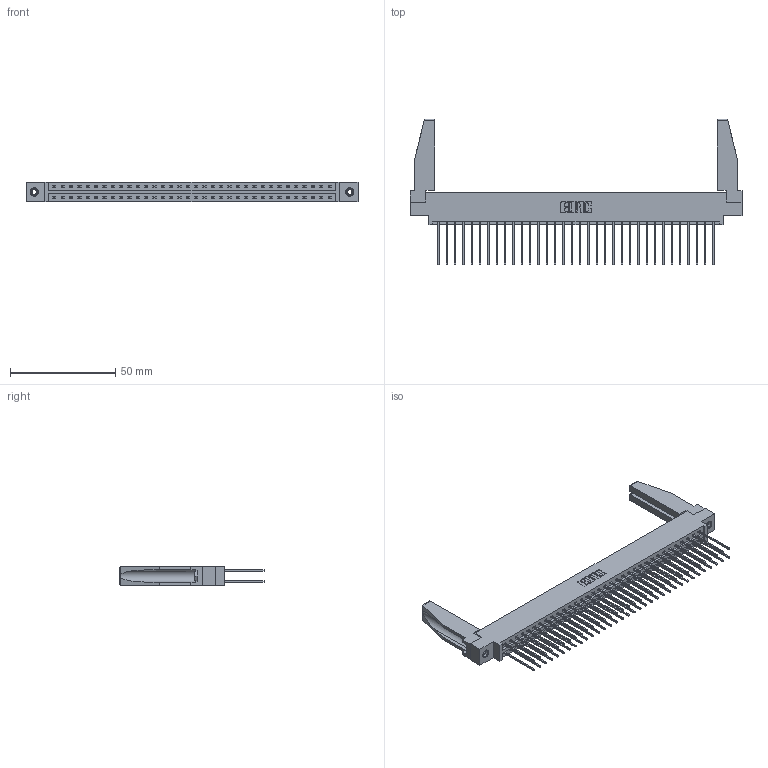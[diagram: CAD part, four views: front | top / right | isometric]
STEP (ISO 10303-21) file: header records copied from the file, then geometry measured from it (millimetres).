
FILE_DESCRIPTION (( 'STEP AP203' ), '1' );
FILE_NAME ('387-068-541-878.STEP', '2019-10-19T21:09:19', ( '' ), ( '' ), 'SwSTEP 2.0', 'SolidWorks 2016', '' );
FILE_SCHEMA (( 'CONFIG_CONTROL_DESIGN' ));
Length unit declared in the file: inch
Products named in the file (5): 387-068-541-878; 337 Part_0.170 Offset - 0.156 Dia-TI; 345-250-001_345-250-001-102; 345-292-001_345-293-141; 307-220-078
Assembly tree (73 placements, depth 2):
  387-068-541-878
    337 Part_0.170 Offset - 0.156 Dia-TI
    345-292-001_345-293-141  x68
    345-250-001_345-250-001-102  x2
    307-220-078  x2
Bounding box: 157.73 x 69.09 x 9.4 mm (x, y, z)
Volume: 20782.7 mm3; surface area: 24799.3 mm2
Topology: 73 solids, 73 shells, 3920 faces, 11601 edges, 7634 vertices
Faces by surface type: plane 2742, cylinder 1162, cone 12, torus 4
Entity records: 29986 total; most frequent: CARTESIAN_POINT 5060, ORIENTED_EDGE 4952, DIRECTION 4324, EDGE_CURVE 2476, VECTOR 2310, LINE 2310, VERTEX_POINT 1644, AXIS2_PLACEMENT_3D 1007
